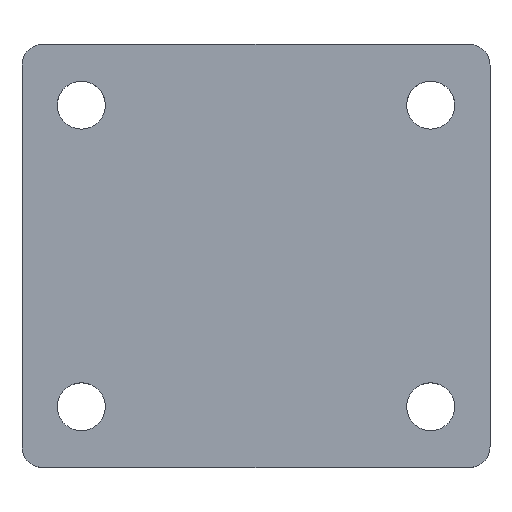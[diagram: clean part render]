
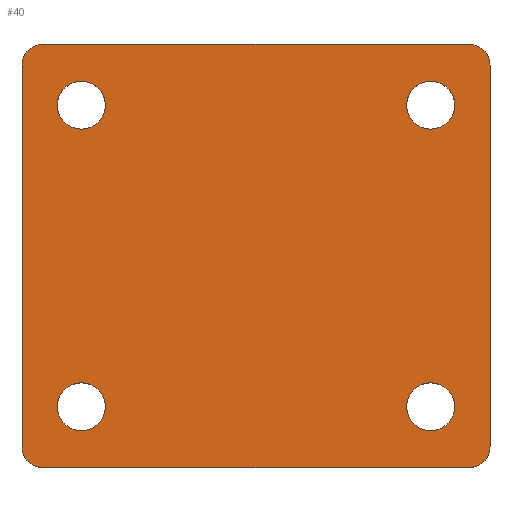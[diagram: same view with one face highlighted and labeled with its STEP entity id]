
A CAD part, top view. The second image highlights one B-rep face of the part: STEP entity #40.
In plain terms, the highlighted planar face has unit normal (0, 0, 1).
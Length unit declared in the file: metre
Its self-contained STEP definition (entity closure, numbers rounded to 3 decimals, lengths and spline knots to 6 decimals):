
#40 = ADVANCED_FACE( '', ( #86, #87, #88, #89, #90 ), #91, .T. );
#86 = FACE_OUTER_BOUND( '', #147, .T. );
#87 = FACE_BOUND( '', #148, .T. );
#88 = FACE_BOUND( '', #149, .T. );
#89 = FACE_BOUND( '', #150, .T. );
#90 = FACE_BOUND( '', #151, .T. );
#91 = PLANE( '', #152 );
#147 = EDGE_LOOP( '', ( #207, #208, #209, #210, #211, #212, #213, #214 ) );
#148 = EDGE_LOOP( '', ( #215 ) );
#149 = EDGE_LOOP( '', ( #216 ) );
#150 = EDGE_LOOP( '', ( #217 ) );
#151 = EDGE_LOOP( '', ( #218 ) );
#152 = AXIS2_PLACEMENT_3D( '', #219, #220, #221 );
#207 = ORIENTED_EDGE( '', *, *, #321, .F. );
#208 = ORIENTED_EDGE( '', *, *, #324, .T. );
#209 = ORIENTED_EDGE( '', *, *, #325, .T. );
#210 = ORIENTED_EDGE( '', *, *, #326, .T. );
#211 = ORIENTED_EDGE( '', *, *, #327, .T. );
#212 = ORIENTED_EDGE( '', *, *, #328, .T. );
#213 = ORIENTED_EDGE( '', *, *, #329, .F. );
#214 = ORIENTED_EDGE( '', *, *, #330, .T. );
#215 = ORIENTED_EDGE( '', *, *, #331, .F. );
#216 = ORIENTED_EDGE( '', *, *, #332, .F. );
#217 = ORIENTED_EDGE( '', *, *, #333, .T. );
#218 = ORIENTED_EDGE( '', *, *, #334, .T. );
#219 = CARTESIAN_POINT( '', ( 0., 0., 0.00381 ) );
#220 = DIRECTION( '', ( 0., 0., 1. ) );
#221 = DIRECTION( '', ( 1., 0., 0. ) );
#321 = EDGE_CURVE( '', #368, #370, #371, .T. );
#324 = EDGE_CURVE( '', #368, #374, #375, .T. );
#325 = EDGE_CURVE( '', #374, #376, #377, .T. );
#326 = EDGE_CURVE( '', #376, #378, #379, .T. );
#327 = EDGE_CURVE( '', #378, #380, #381, .T. );
#328 = EDGE_CURVE( '', #380, #382, #383, .T. );
#329 = EDGE_CURVE( '', #384, #382, #385, .T. );
#330 = EDGE_CURVE( '', #384, #370, #386, .T. );
#331 = EDGE_CURVE( '', #387, #387, #388, .T. );
#332 = EDGE_CURVE( '', #389, #389, #390, .T. );
#333 = EDGE_CURVE( '', #391, #391, #392, .T. );
#334 = EDGE_CURVE( '', #393, #393, #394, .T. );
#368 = VERTEX_POINT( '', #439 );
#370 = VERTEX_POINT( '', #442 );
#371 = LINE( '', #443, #444 );
#374 = VERTEX_POINT( '', #448 );
#375 = CIRCLE( '', #449, 0.00127 );
#376 = VERTEX_POINT( '', #450 );
#377 = LINE( '', #451, #452 );
#378 = VERTEX_POINT( '', #453 );
#379 = CIRCLE( '', #454, 0.00127 );
#380 = VERTEX_POINT( '', #455 );
#381 = LINE( '', #456, #457 );
#382 = VERTEX_POINT( '', #458 );
#383 = CIRCLE( '', #459, 0.00127 );
#384 = VERTEX_POINT( '', #460 );
#385 = LINE( '', #461, #462 );
#386 = CIRCLE( '', #463, 0.00127 );
#387 = VERTEX_POINT( '', #464 );
#388 = CIRCLE( '', #465, 0.001461 );
#389 = VERTEX_POINT( '', #466 );
#390 = CIRCLE( '', #467, 0.001461 );
#391 = VERTEX_POINT( '', #468 );
#392 = CIRCLE( '', #469, 0.001461 );
#393 = VERTEX_POINT( '', #470 );
#394 = CIRCLE( '', #471, 0.001461 );
#439 = CARTESIAN_POINT( '', ( 0.014256, 0.011621, 0.00381 ) );
#442 = CARTESIAN_POINT( '', ( 0.014256, -0.011621, 0.00381 ) );
#443 = CARTESIAN_POINT( '', ( 0.014256, 0., 0.00381 ) );
#444 = VECTOR( '', #522, 1. );
#448 = CARTESIAN_POINT( '', ( 0.012986, 0.012891, 0.00381 ) );
#449 = AXIS2_PLACEMENT_3D( '', #524, #525, #526 );
#450 = CARTESIAN_POINT( '', ( -0.012986, 0.012891, 0.00381 ) );
#451 = CARTESIAN_POINT( '', ( 0., 0.012891, 0.00381 ) );
#452 = VECTOR( '', #527, 1. );
#453 = CARTESIAN_POINT( '', ( -0.014256, 0.011621, 0.00381 ) );
#454 = AXIS2_PLACEMENT_3D( '', #528, #529, #530 );
#455 = CARTESIAN_POINT( '', ( -0.014256, -0.011621, 0.00381 ) );
#456 = CARTESIAN_POINT( '', ( -0.014256, 0., 0.00381 ) );
#457 = VECTOR( '', #531, 1. );
#458 = CARTESIAN_POINT( '', ( -0.012986, -0.012891, 0.00381 ) );
#459 = AXIS2_PLACEMENT_3D( '', #532, #533, #534 );
#460 = CARTESIAN_POINT( '', ( 0.012986, -0.012891, 0.00381 ) );
#461 = CARTESIAN_POINT( '', ( 0., -0.012891, 0.00381 ) );
#462 = VECTOR( '', #535, 1. );
#463 = AXIS2_PLACEMENT_3D( '', #536, #537, #538 );
#464 = CARTESIAN_POINT( '', ( -0.009182, 0.009188, 0.00381 ) );
#465 = AXIS2_PLACEMENT_3D( '', #539, #540, #541 );
#466 = CARTESIAN_POINT( '', ( 0.012103, 0.009188, 0.00381 ) );
#467 = AXIS2_PLACEMENT_3D( '', #542, #543, #544 );
#468 = CARTESIAN_POINT( '', ( 0.012103, -0.009188, 0.00381 ) );
#469 = AXIS2_PLACEMENT_3D( '', #545, #546, #547 );
#470 = CARTESIAN_POINT( '', ( -0.009182, -0.009188, 0.00381 ) );
#471 = AXIS2_PLACEMENT_3D( '', #548, #549, #550 );
#522 = DIRECTION( '', ( 0., -1., 0. ) );
#524 = CARTESIAN_POINT( '', ( 0.012986, 0.011621, 0.00381 ) );
#525 = DIRECTION( '', ( 0., 0., 1. ) );
#526 = DIRECTION( '', ( 1., 0., 0. ) );
#527 = DIRECTION( '', ( -1., 0., 0. ) );
#528 = CARTESIAN_POINT( '', ( -0.012986, 0.011621, 0.00381 ) );
#529 = DIRECTION( '', ( 0., 0., 1. ) );
#530 = DIRECTION( '', ( 1., 0., 0. ) );
#531 = DIRECTION( '', ( 0., -1., 0. ) );
#532 = CARTESIAN_POINT( '', ( -0.012986, -0.011621, 0.00381 ) );
#533 = DIRECTION( '', ( 0., 0., 1. ) );
#534 = DIRECTION( '', ( 1., 0., 0. ) );
#535 = DIRECTION( '', ( -1., 0., 0. ) );
#536 = CARTESIAN_POINT( '', ( 0.012986, -0.011621, 0.00381 ) );
#537 = DIRECTION( '', ( 0., 0., 1. ) );
#538 = DIRECTION( '', ( 1., 0., 0. ) );
#539 = CARTESIAN_POINT( '', ( -0.010643, 0.009188, 0.00381 ) );
#540 = DIRECTION( '', ( 0., 0., 1. ) );
#541 = DIRECTION( '', ( 1., 0., 0. ) );
#542 = CARTESIAN_POINT( '', ( 0.010643, 0.009188, 0.00381 ) );
#543 = DIRECTION( '', ( 0., 0., 1. ) );
#544 = DIRECTION( '', ( 1., 0., 0. ) );
#545 = CARTESIAN_POINT( '', ( 0.010643, -0.009188, 0.00381 ) );
#546 = DIRECTION( '', ( 0., 0., -1. ) );
#547 = DIRECTION( '', ( 1., 0., 0. ) );
#548 = CARTESIAN_POINT( '', ( -0.010643, -0.009188, 0.00381 ) );
#549 = DIRECTION( '', ( 0., 0., -1. ) );
#550 = DIRECTION( '', ( 1., 0., 0. ) );
